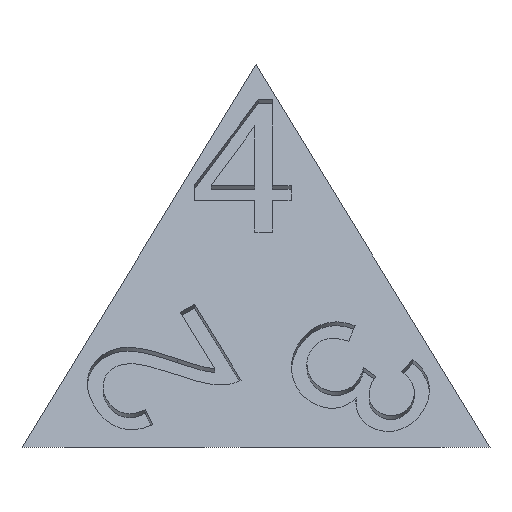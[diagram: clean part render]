
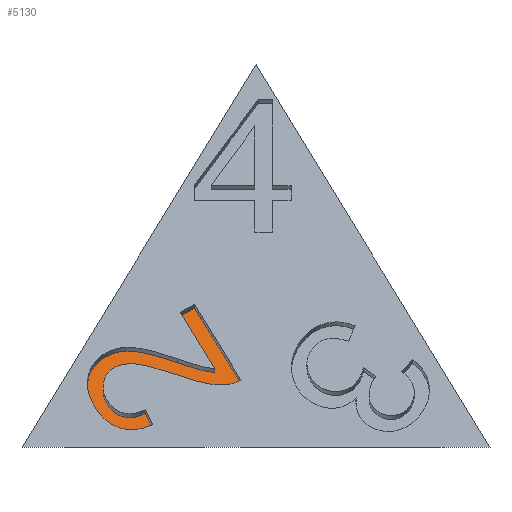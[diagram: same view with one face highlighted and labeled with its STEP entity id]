
A CAD part, front view. The second image highlights one B-rep face of the part: STEP entity #5130.
In plain terms, the highlighted planar face has unit normal (0, -0.943, 0.333).
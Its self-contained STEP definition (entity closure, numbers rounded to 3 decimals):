
#4802=CARTESIAN_POINT('',(-4.421,-4.965,0.787));
#4803=VERTEX_POINT('',#4802);
#4810=CARTESIAN_POINT('',(-3.343,-3.97,3.6));
#4811=VERTEX_POINT('',#4810);
#4812=CARTESIAN_POINT('',(-4.421,-4.965,0.787));
#4813=CARTESIAN_POINT('',(-4.936,-5.044,0.563));
#4814=CARTESIAN_POINT('',(-5.406,-5.06,0.519));
#4815=CARTESIAN_POINT('',(-5.831,-5.011,0.656));
#4816=CARTESIAN_POINT('',(-6.256,-4.963,0.793));
#4817=CARTESIAN_POINT('',(-6.612,-4.857,1.093));
#4818=CARTESIAN_POINT('',(-6.896,-4.692,1.559));
#4819=CARTESIAN_POINT('',(-7.184,-4.526,2.029));
#4820=CARTESIAN_POINT('',(-7.274,-4.368,2.476));
#4821=CARTESIAN_POINT('',(-7.165,-4.218,2.9));
#4822=CARTESIAN_POINT('',(-7.056,-4.068,3.324));
#4823=CARTESIAN_POINT('',(-6.798,-3.954,3.647));
#4824=CARTESIAN_POINT('',(-6.389,-3.875,3.87));
#4825=CARTESIAN_POINT('',(-6.182,-3.835,3.983));
#4826=CARTESIAN_POINT('',(-5.953,-3.81,4.054));
#4827=CARTESIAN_POINT('',(-5.703,-3.8,4.083));
#4828=CARTESIAN_POINT('',(-5.453,-3.789,4.112));
#4829=CARTESIAN_POINT('',(-5.16,-3.796,4.094));
#4830=CARTESIAN_POINT('',(-4.825,-3.819,4.029));
#4831=CARTESIAN_POINT('',(-4.489,-3.842,3.964));
#4832=CARTESIAN_POINT('',(-3.995,-3.892,3.821));
#4833=CARTESIAN_POINT('',(-3.343,-3.97,3.6));
#4834=B_SPLINE_CURVE_WITH_KNOTS('',3,(#4812,#4813,#4814,#4815,#4816,#4817,#4818,#4819,#4820,#4821,#4822,#4823,#4824,#4825,#4826,#4827,#4828,#4829,#4830,#4831,#4832,#4833),.UNSPECIFIED.,.F.,.F.,(4,3,3,3,3,3,3,4),(0.,0.156,0.312,0.469,0.627,0.707,0.787,0.867),.UNSPECIFIED.);
#4835=EDGE_CURVE('',#4803,#4811,#4834,.T.);
#4852=CARTESIAN_POINT('',(-4.732,-4.734,1.441));
#4853=VERTEX_POINT('',#4852);
#4860=CARTESIAN_POINT('',(-4.732,-4.734,1.441));
#4861=DIRECTION('',(0.409,-0.304,-0.86));
#4862=VECTOR('',#4861,0.761);
#4863=LINE('',#4860,#4862);
#4864=EDGE_CURVE('',#4853,#4803,#4863,.T.);
#4910=CARTESIAN_POINT('',(-3.326,-4.218,2.901));
#4911=VERTEX_POINT('',#4910);
#4918=CARTESIAN_POINT('',(-3.326,-4.218,2.901));
#4919=CARTESIAN_POINT('',(-4.115,-4.118,3.181));
#4920=CARTESIAN_POINT('',(-4.702,-4.062,3.341));
#4921=CARTESIAN_POINT('',(-5.087,-4.048,3.381));
#4922=CARTESIAN_POINT('',(-5.472,-4.034,3.421));
#4923=CARTESIAN_POINT('',(-5.784,-4.05,3.375));
#4924=CARTESIAN_POINT('',(-6.025,-4.096,3.244));
#4925=CARTESIAN_POINT('',(-6.278,-4.145,3.107));
#4926=CARTESIAN_POINT('',(-6.439,-4.216,2.905));
#4927=CARTESIAN_POINT('',(-6.508,-4.31,2.641));
#4928=CARTESIAN_POINT('',(-6.577,-4.403,2.376));
#4929=CARTESIAN_POINT('',(-6.528,-4.498,2.107));
#4930=CARTESIAN_POINT('',(-6.36,-4.595,1.833));
#4931=CARTESIAN_POINT('',(-6.183,-4.698,1.543));
#4932=CARTESIAN_POINT('',(-5.949,-4.762,1.362));
#4933=CARTESIAN_POINT('',(-5.659,-4.788,1.288));
#4934=CARTESIAN_POINT('',(-5.368,-4.814,1.215));
#4935=CARTESIAN_POINT('',(-5.059,-4.796,1.266));
#4936=CARTESIAN_POINT('',(-4.732,-4.734,1.441));
#4937=B_SPLINE_CURVE_WITH_KNOTS('',3,(#4918,#4919,#4920,#4921,#4922,#4923,#4924,#4925,#4926,#4927,#4928,#4929,#4930,#4931,#4932,#4933,#4934,#4935,#4936),.UNSPECIFIED.,.F.,.F.,(4,3,3,3,3,3,4),(0.21,0.335,0.46,0.591,0.723,0.861,1.),.UNSPECIFIED.);
#4938=EDGE_CURVE('',#4911,#4853,#4937,.T.);
#4960=CARTESIAN_POINT('',(-1.125,-4.351,2.523));
#4961=VERTEX_POINT('',#4960);
#4968=CARTESIAN_POINT('',(-1.125,-4.351,2.523));
#4969=CARTESIAN_POINT('',(-1.41,-4.367,2.478));
#4970=CARTESIAN_POINT('',(-1.721,-4.365,2.485));
#4971=CARTESIAN_POINT('',(-2.058,-4.344,2.543));
#4972=CARTESIAN_POINT('',(-2.396,-4.324,2.601));
#4973=CARTESIAN_POINT('',(-2.819,-4.281,2.72));
#4974=CARTESIAN_POINT('',(-3.326,-4.218,2.901));
#4975=B_SPLINE_CURVE_WITH_KNOTS('',3,(#4968,#4969,#4970,#4971,#4972,#4973,#4974),.UNSPECIFIED.,.F.,.F.,(4,3,4),(0.049,0.129,0.21),.UNSPECIFIED.);
#4976=EDGE_CURVE('',#4961,#4911,#4975,.T.);
#4992=CARTESIAN_POINT('',(-0.64,-4.291,2.694));
#4993=VERTEX_POINT('',#4992);
#5000=CARTESIAN_POINT('',(-0.64,-4.291,2.694));
#5001=CARTESIAN_POINT('',(-0.79,-4.322,2.606));
#5002=CARTESIAN_POINT('',(-0.952,-4.342,2.549));
#5003=CARTESIAN_POINT('',(-1.125,-4.351,2.523));
#5004=B_SPLINE_CURVE_WITH_KNOTS('',3,(#5000,#5001,#5002,#5003),.UNSPECIFIED.,.F.,.F.,(4,4),(0.,0.049),.UNSPECIFIED.);
#5005=EDGE_CURVE('',#4993,#4961,#5004,.T.);
#5017=CARTESIAN_POINT('',(-2.621,-3.147,5.93));
#5018=VERTEX_POINT('',#5017);
#5025=CARTESIAN_POINT('',(-2.621,-3.147,5.93));
#5026=DIRECTION('',(0.5,-0.289,-0.816));
#5027=VECTOR('',#5026,3.963);
#5028=LINE('',#5025,#5027);
#5029=EDGE_CURVE('',#5018,#4993,#5028,.T.);
#5041=CARTESIAN_POINT('',(-3.234,-3.265,5.596));
#5042=VERTEX_POINT('',#5041);
#5049=CARTESIAN_POINT('',(-3.234,-3.265,5.596));
#5050=DIRECTION('',(0.866,0.167,0.471));
#5051=VECTOR('',#5050,0.708);
#5052=LINE('',#5049,#5051);
#5053=EDGE_CURVE('',#5042,#5018,#5052,.T.);
#5065=CARTESIAN_POINT('',(-1.764,-4.114,3.195));
#5066=VERTEX_POINT('',#5065);
#5073=CARTESIAN_POINT('',(-1.764,-4.114,3.195));
#5074=DIRECTION('',(-0.5,0.289,0.816));
#5075=VECTOR('',#5074,2.941);
#5076=LINE('',#5073,#5075);
#5077=EDGE_CURVE('',#5066,#5042,#5076,.T.);
#5100=CARTESIAN_POINT('',(-3.343,-3.97,3.6));
#5101=CARTESIAN_POINT('',(-2.801,-4.036,3.414));
#5102=CARTESIAN_POINT('',(-2.442,-4.076,3.301));
#5103=CARTESIAN_POINT('',(-2.264,-4.09,3.261));
#5104=CARTESIAN_POINT('',(-2.087,-4.104,3.221));
#5105=CARTESIAN_POINT('',(-1.92,-4.112,3.199));
#5106=CARTESIAN_POINT('',(-1.764,-4.114,3.195));
#5107=B_SPLINE_CURVE_WITH_KNOTS('',3,(#5100,#5101,#5102,#5103,#5104,#5105,#5106),.UNSPECIFIED.,.F.,.F.,(4,3,4),(0.867,0.933,1.),.UNSPECIFIED.);
#5108=EDGE_CURVE('',#4811,#5066,#5107,.T.);
#5114=CARTESIAN_POINT('',(-0.,-3.378,5.277));
#5115=DIRECTION('',(-0.,-0.943,0.333));
#5116=DIRECTION('',(-0.5,0.289,0.816));
#5117=AXIS2_PLACEMENT_3D('',#5114,#5115,#5116);
#5118=PLANE('',#5117);
#5119=ORIENTED_EDGE('',*,*,#4835,.F.);
#5120=ORIENTED_EDGE('',*,*,#4864,.F.);
#5121=ORIENTED_EDGE('',*,*,#4938,.F.);
#5122=ORIENTED_EDGE('',*,*,#4976,.F.);
#5123=ORIENTED_EDGE('',*,*,#5005,.F.);
#5124=ORIENTED_EDGE('',*,*,#5029,.F.);
#5125=ORIENTED_EDGE('',*,*,#5053,.F.);
#5126=ORIENTED_EDGE('',*,*,#5077,.F.);
#5127=ORIENTED_EDGE('',*,*,#5108,.F.);
#5128=EDGE_LOOP('',(#5119,#5120,#5121,#5122,#5123,#5124,#5125,#5126,#5127));
#5129=FACE_BOUND('',#5128,.T.);
#5130=ADVANCED_FACE('',(#5129),#5118,.T.);
